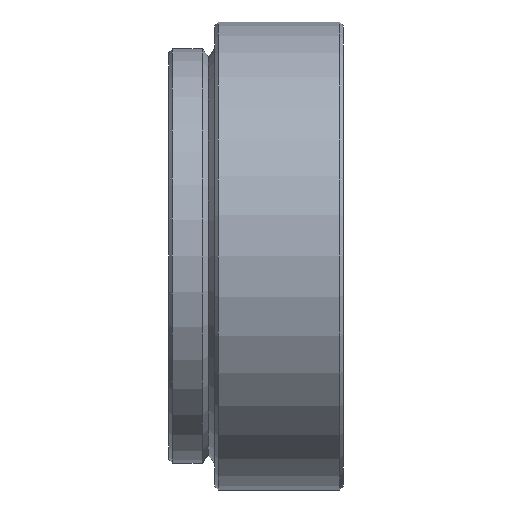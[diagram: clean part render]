
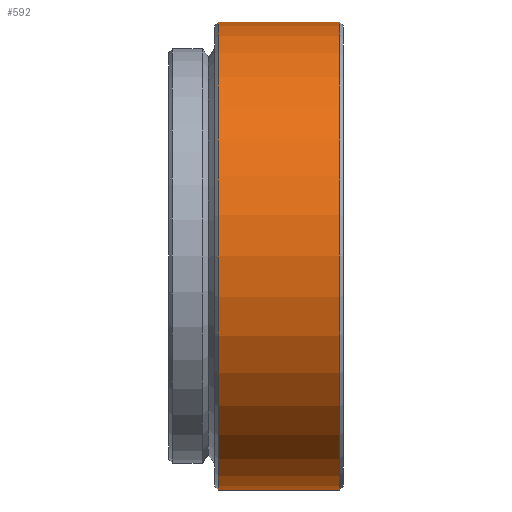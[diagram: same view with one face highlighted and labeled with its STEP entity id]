
A CAD part, front view. The second image highlights one B-rep face of the part: STEP entity #592.
In plain terms, the highlighted cylindrical face has radius 15.25 mm (diameter 30.5 mm), a partial arc.
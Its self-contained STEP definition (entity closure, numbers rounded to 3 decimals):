
#30 = ORIENTED_EDGE ( 'NONE', *, *, #1301, .T. ) ;
#37 = CARTESIAN_POINT ( 'NONE',  ( -2.942, -2.068, 30.5 ) ) ;
#42 = FACE_OUTER_BOUND ( 'NONE', #747, .T. ) ;
#104 = CIRCLE ( 'NONE', #299, 15.25 ) ;
#131 = DIRECTION ( 'NONE',  ( 0., 0., 1. ) ) ;
#148 = ORIENTED_EDGE ( 'NONE', *, *, #1086, .T. ) ;
#154 = DIRECTION ( 'NONE',  ( -1., 0., 0. ) ) ;
#197 = CARTESIAN_POINT ( 'NONE',  ( -10.842, -2.068, 15.25 ) ) ;
#252 = AXIS2_PLACEMENT_3D ( 'NONE', #37, #745, #654 ) ;
#299 = AXIS2_PLACEMENT_3D ( 'NONE', #830, #1234, #1242 ) ;
#311 = CARTESIAN_POINT ( 'NONE',  ( -2.942, -2.068, 15.25 ) ) ;
#316 = CARTESIAN_POINT ( 'NONE',  ( -2.942, -2.068, 45.75 ) ) ;
#352 = VERTEX_POINT ( 'NONE', #197 ) ;
#395 = VERTEX_POINT ( 'NONE', #316 ) ;
#446 = LINE ( 'NONE', #1277, #972 ) ;
#592 = ADVANCED_FACE ( 'NONE', ( #42 ), #1081, .T. ) ;
#637 = EDGE_CURVE ( 'NONE', #395, #925, #446, .T. ) ;
#638 = CARTESIAN_POINT ( 'NONE',  ( -2.692, -2.068, 30.5 ) ) ;
#654 = DIRECTION ( 'NONE',  ( 0., 0., -1. ) ) ;
#731 = CIRCLE ( 'NONE', #252, 15.25 ) ;
#745 = DIRECTION ( 'NONE',  ( -1., 0., 0. ) ) ;
#747 = EDGE_LOOP ( 'NONE', ( #1175, #30, #1167, #148 ) ) ;
#749 = EDGE_CURVE ( 'NONE', #1033, #352, #1300, .T. ) ;
#825 = CARTESIAN_POINT ( 'NONE',  ( -10.842, -2.068, 45.75 ) ) ;
#830 = CARTESIAN_POINT ( 'NONE',  ( -10.842, -2.068, 30.5 ) ) ;
#925 = VERTEX_POINT ( 'NONE', #825 ) ;
#972 = VECTOR ( 'NONE', #996, 1000. ) ;
#996 = DIRECTION ( 'NONE',  ( -1., 0., 0. ) ) ;
#1033 = VERTEX_POINT ( 'NONE', #311 ) ;
#1065 = DIRECTION ( 'NONE',  ( -1., 0., 0. ) ) ;
#1081 = CYLINDRICAL_SURFACE ( 'NONE', #1159, 15.25 ) ;
#1086 = EDGE_CURVE ( 'NONE', #925, #352, #104, .T. ) ;
#1159 = AXIS2_PLACEMENT_3D ( 'NONE', #638, #1065, #131 ) ;
#1167 = ORIENTED_EDGE ( 'NONE', *, *, #637, .T. ) ;
#1175 = ORIENTED_EDGE ( 'NONE', *, *, #749, .F. ) ;
#1234 = DIRECTION ( 'NONE',  ( 1., 0., 0. ) ) ;
#1242 = DIRECTION ( 'NONE',  ( 0., 0., -1. ) ) ;
#1268 = VECTOR ( 'NONE', #154, 1000. ) ;
#1277 = CARTESIAN_POINT ( 'NONE',  ( -2.692, -2.068, 45.75 ) ) ;
#1281 = CARTESIAN_POINT ( 'NONE',  ( -2.692, -2.068, 15.25 ) ) ;
#1300 = LINE ( 'NONE', #1281, #1268 ) ;
#1301 = EDGE_CURVE ( 'NONE', #1033, #395, #731, .T. ) ;
